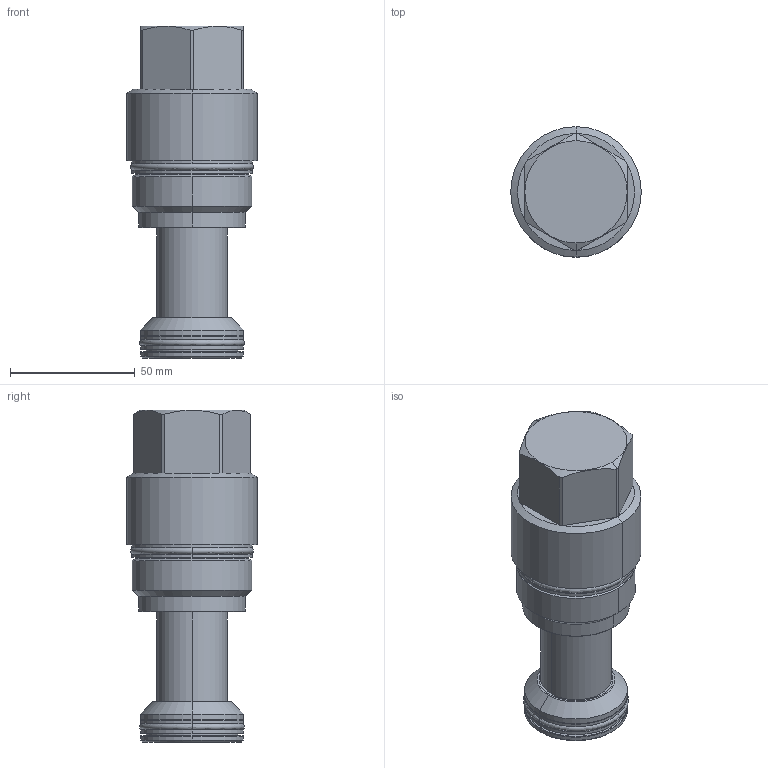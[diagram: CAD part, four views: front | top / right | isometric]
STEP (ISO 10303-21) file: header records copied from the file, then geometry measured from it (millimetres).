
FILE_DESCRIPTION((''),'2;1');
FILE_NAME('FLJA-XDN_PRT','2016-04-26T',('Administrator'),(''),'PRO/ENGINEER BY PARAMETRIC TECHNOLOGY CORPORATION, 2006240','PRO/ENGINEER BY PARAMETRIC TECHNOLOGY CORPORATION, 2006240','');
FILE_SCHEMA(('CONFIG_CONTROL_DESIGN'));
Length unit declared in the file: inch
Products named in the file (1): FLJA-XDN_PRT
Bounding box: 52.3 x 52.3 x 133.1 mm (x, y, z)
Volume: 163128.2 mm3; surface area: 33009.5 mm2
Topology: 3 solids, 4 shells, 610 faces, 1655 edges, 1086 vertices
Faces by surface type: plane 522, cylinder 46, torus 20, cone 14, revolution 8
Entity records: 19453 total; most frequent: CARTESIAN_POINT 3925, ORIENTED_EDGE 3310, DIRECTION 2999, EDGE_CURVE 1655, VECTOR 1479, LINE 1479, VERTEX_POINT 1086, AXIS2_PLACEMENT_3D 756
